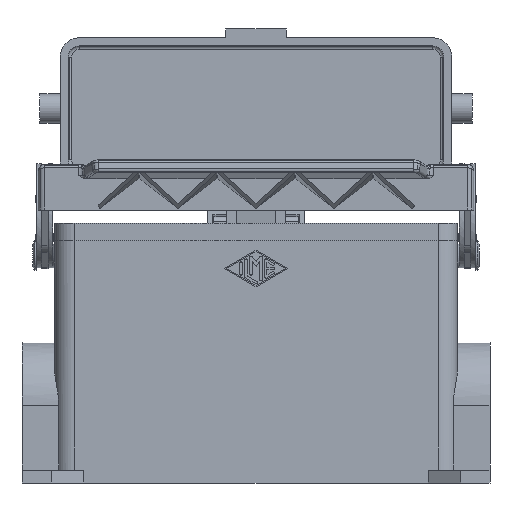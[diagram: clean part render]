
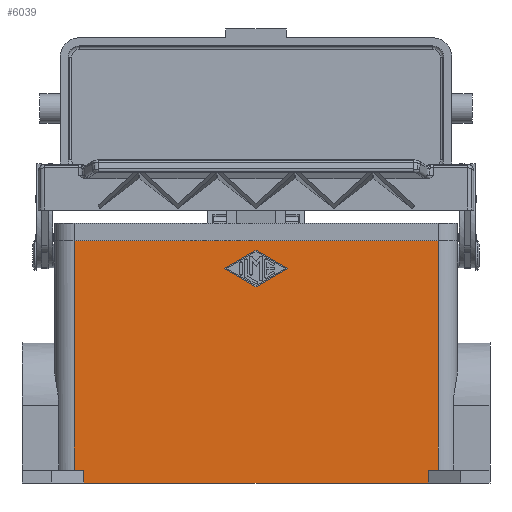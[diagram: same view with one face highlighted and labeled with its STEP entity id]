
A CAD part, front view. The second image highlights one B-rep face of the part: STEP entity #6039.
In plain terms, the highlighted planar face has unit normal (0, -1, 0).
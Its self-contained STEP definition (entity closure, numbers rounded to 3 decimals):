
#5197=CARTESIAN_POINT('',(-9.75,-21.75,15.));
#5198=VERTEX_POINT('',#5197);
#5205=CARTESIAN_POINT('',(0.,-21.75,9.375));
#5206=VERTEX_POINT('',#5205);
#5207=CARTESIAN_POINT('',(0.,-21.75,9.375));
#5208=DIRECTION('',(-0.866,0.0,0.5));
#5209=VECTOR('',#5208,11.256);
#5210=LINE('',#5207,#5209);
#5211=EDGE_CURVE('',#5206,#5198,#5210,.T.);
#5236=CARTESIAN_POINT('',(9.75,-21.75,15.));
#5237=VERTEX_POINT('',#5236);
#5238=CARTESIAN_POINT('',(9.75,-21.75,15.));
#5239=DIRECTION('',(-0.866,0.0,-0.5));
#5240=VECTOR('',#5239,11.256);
#5241=LINE('',#5238,#5240);
#5242=EDGE_CURVE('',#5237,#5206,#5241,.T.);
#5267=CARTESIAN_POINT('',(0.,-21.75,20.625));
#5268=VERTEX_POINT('',#5267);
#5269=CARTESIAN_POINT('',(0.,-21.75,20.625));
#5270=DIRECTION('',(0.866,0.0,-0.5));
#5271=VECTOR('',#5270,11.256);
#5272=LINE('',#5269,#5271);
#5273=EDGE_CURVE('',#5268,#5237,#5272,.T.);
#5296=CARTESIAN_POINT('',(-9.75,-21.75,15.));
#5297=DIRECTION('',(0.866,0.0,0.5));
#5298=VECTOR('',#5297,11.256);
#5299=LINE('',#5296,#5298);
#5300=EDGE_CURVE('',#5198,#5268,#5299,.T.);
#5962=CARTESIAN_POINT('',(53.0,-21.75,-51.0));
#5963=DIRECTION('',(0.0,-1.0,0.0));
#5964=DIRECTION('',(0.0,0.0,-1.0));
#5965=AXIS2_PLACEMENT_3D('',#5962,#5963,#5964);
#5966=PLANE('',#5965);
#5967=CARTESIAN_POINT('',(-53.0,-21.75,-51.0));
#5968=VERTEX_POINT('',#5967);
#5969=CARTESIAN_POINT('',(-53.0,-21.75,-47.));
#5970=VERTEX_POINT('',#5969);
#5971=CARTESIAN_POINT('',(-53.0,-21.75,-51.0));
#5972=DIRECTION('',(0.0,0.0,1.0));
#5973=VECTOR('',#5972,4.);
#5974=LINE('',#5971,#5973);
#5975=EDGE_CURVE('',#5968,#5970,#5974,.T.);
#5976=ORIENTED_EDGE('',*,*,#5975,.F.);
#5977=CARTESIAN_POINT('',(53.0,-21.75,-51.0));
#5978=VERTEX_POINT('',#5977);
#5979=CARTESIAN_POINT('',(53.0,-21.75,-51.0));
#5980=DIRECTION('',(-1.0,0.0,0.0));
#5981=VECTOR('',#5980,106.0);
#5982=LINE('',#5979,#5981);
#5983=EDGE_CURVE('',#5978,#5968,#5982,.T.);
#5984=ORIENTED_EDGE('',*,*,#5983,.F.);
#5985=CARTESIAN_POINT('',(53.0,-21.75,-47.));
#5986=VERTEX_POINT('',#5985);
#5987=CARTESIAN_POINT('',(53.0,-21.75,-51.0));
#5988=DIRECTION('',(0.0,0.0,1.0));
#5989=VECTOR('',#5988,4.);
#5990=LINE('',#5987,#5989);
#5991=EDGE_CURVE('',#5978,#5986,#5990,.T.);
#5992=ORIENTED_EDGE('',*,*,#5991,.T.);
#5993=CARTESIAN_POINT('',(56.0,-21.75,-47.));
#5994=VERTEX_POINT('',#5993);
#5995=CARTESIAN_POINT('',(56.0,-21.75,-47.));
#5996=DIRECTION('',(-1.0,0.0,0.0));
#5997=VECTOR('',#5996,3.0);
#5998=LINE('',#5995,#5997);
#5999=EDGE_CURVE('',#5994,#5986,#5998,.T.);
#6000=ORIENTED_EDGE('',*,*,#5999,.F.);
#6001=CARTESIAN_POINT('',(56.0,-21.75,23.5));
#6002=VERTEX_POINT('',#6001);
#6003=CARTESIAN_POINT('',(56.0,-21.75,-47.));
#6004=DIRECTION('',(0.0,0.0,1.0));
#6005=VECTOR('',#6004,70.5);
#6006=LINE('',#6003,#6005);
#6007=EDGE_CURVE('',#5994,#6002,#6006,.T.);
#6008=ORIENTED_EDGE('',*,*,#6007,.T.);
#6009=CARTESIAN_POINT('',(-56.0,-21.75,23.5));
#6010=VERTEX_POINT('',#6009);
#6011=CARTESIAN_POINT('',(56.0,-21.75,23.5));
#6012=DIRECTION('',(-1.0,0.0,0.0));
#6013=VECTOR('',#6012,112.0);
#6014=LINE('',#6011,#6013);
#6015=EDGE_CURVE('',#6002,#6010,#6014,.T.);
#6016=ORIENTED_EDGE('',*,*,#6015,.T.);
#6017=CARTESIAN_POINT('',(-56.0,-21.75,-47.));
#6018=VERTEX_POINT('',#6017);
#6019=CARTESIAN_POINT('',(-56.0,-21.75,-47.));
#6020=DIRECTION('',(0.0,0.0,1.0));
#6021=VECTOR('',#6020,70.5);
#6022=LINE('',#6019,#6021);
#6023=EDGE_CURVE('',#6018,#6010,#6022,.T.);
#6024=ORIENTED_EDGE('',*,*,#6023,.F.);
#6025=CARTESIAN_POINT('',(-53.0,-21.75,-47.));
#6026=DIRECTION('',(-1.0,0.0,0.0));
#6027=VECTOR('',#6026,3.0);
#6028=LINE('',#6025,#6027);
#6029=EDGE_CURVE('',#5970,#6018,#6028,.T.);
#6030=ORIENTED_EDGE('',*,*,#6029,.F.);
#6031=EDGE_LOOP('',(#5976,#5984,#5992,#6000,#6008,#6016,#6024,#6030));
#6032=FACE_OUTER_BOUND('',#6031,.T.);
#6033=ORIENTED_EDGE('',*,*,#5211,.T.);
#6034=ORIENTED_EDGE('',*,*,#5300,.T.);
#6035=ORIENTED_EDGE('',*,*,#5273,.T.);
#6036=ORIENTED_EDGE('',*,*,#5242,.T.);
#6037=EDGE_LOOP('',(#6033,#6034,#6035,#6036));
#6038=FACE_BOUND('',#6037,.T.);
#6039=ADVANCED_FACE('',(#6032,#6038),#5966,.T.);
